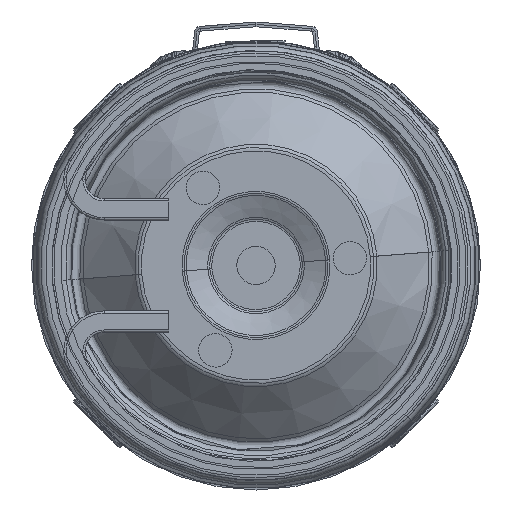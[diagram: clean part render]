
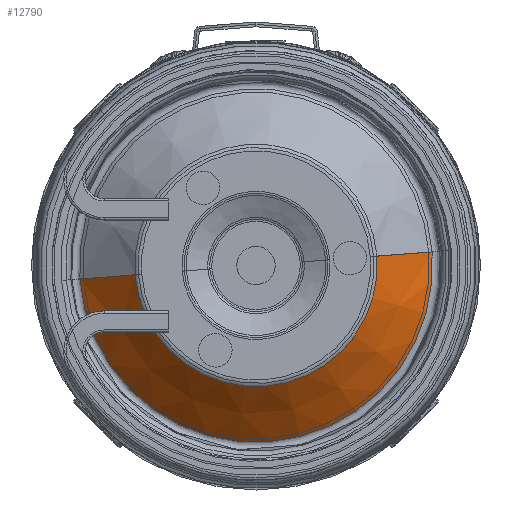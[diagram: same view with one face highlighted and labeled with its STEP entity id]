
A CAD part, front view. The second image highlights one B-rep face of the part: STEP entity #12790.
In plain terms, the highlighted conical face has half-angle 46.546 degrees and reference radius 25.375 mm.
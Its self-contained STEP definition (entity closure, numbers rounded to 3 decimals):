
#243 = DIRECTION ( 'NONE',  ( 0., 1., 0. ) ) ;
#529 = VERTEX_POINT ( 'NONE', #26482 ) ;
#865 = DIRECTION ( 'NONE',  ( 0., 0., 1. ) ) ;
#5240 = CIRCLE ( 'NONE', #25292, 36.962 ) ;
#5443 = CIRCLE ( 'NONE', #24805, 25.376 ) ;
#7469 = AXIS2_PLACEMENT_3D ( 'NONE', #20986, #30792, #24732 ) ;
#8053 = EDGE_LOOP ( 'NONE', ( #27071, #14508, #40232, #28702 ) ) ;
#9712 = VERTEX_POINT ( 'NONE', #14109 ) ;
#11398 = DIRECTION ( 'NONE',  ( 0., 1., 0. ) ) ;
#12790 = ADVANCED_FACE ( 'NONE', ( #14688 ), #40852, .T. ) ;
#13778 = DIRECTION ( 'NONE',  ( 0., 0.688, -0.726 ) ) ;
#14109 = CARTESIAN_POINT ( 'NONE',  ( 0., 0.548, 25.376 ) ) ;
#14508 = ORIENTED_EDGE ( 'NONE', *, *, #33718, .T. ) ;
#14688 = FACE_OUTER_BOUND ( 'NONE', #8053, .T. ) ;
#15626 = EDGE_CURVE ( 'NONE', #21724, #529, #5240, .T. ) ;
#16236 = VERTEX_POINT ( 'NONE', #34862 ) ;
#18787 = EDGE_CURVE ( 'NONE', #16236, #21724, #35095, .T. ) ;
#19069 = EDGE_CURVE ( 'NONE', #9712, #529, #26061, .T. ) ;
#20986 = CARTESIAN_POINT ( 'NONE',  ( 0., 0.548, 0. ) ) ;
#21724 = VERTEX_POINT ( 'NONE', #35372 ) ;
#22357 = CARTESIAN_POINT ( 'NONE',  ( 0., 0.548, -25.376 ) ) ;
#24732 = DIRECTION ( 'NONE',  ( 0., 0., 1. ) ) ;
#24805 = AXIS2_PLACEMENT_3D ( 'NONE', #40050, #11398, #40673 ) ;
#25292 = AXIS2_PLACEMENT_3D ( 'NONE', #29133, #243, #865 ) ;
#26061 = LINE ( 'NONE', #29000, #39495 ) ;
#26279 = DIRECTION ( 'NONE',  ( 0., 0.688, 0.726 ) ) ;
#26482 = CARTESIAN_POINT ( 'NONE',  ( 0., 11.526, 36.962 ) ) ;
#27071 = ORIENTED_EDGE ( 'NONE', *, *, #18787, .F. ) ;
#28702 = ORIENTED_EDGE ( 'NONE', *, *, #15626, .F. ) ;
#29000 = CARTESIAN_POINT ( 'NONE',  ( 0., 0.548, 25.376 ) ) ;
#29133 = CARTESIAN_POINT ( 'NONE',  ( 0., 11.526, 0. ) ) ;
#30792 = DIRECTION ( 'NONE',  ( 0., 1., 0. ) ) ;
#33718 = EDGE_CURVE ( 'NONE', #16236, #9712, #5443, .T. ) ;
#34793 = VECTOR ( 'NONE', #13778, 1000. ) ;
#34862 = CARTESIAN_POINT ( 'NONE',  ( 0., 0.548, -25.376 ) ) ;
#35095 = LINE ( 'NONE', #22357, #34793 ) ;
#35372 = CARTESIAN_POINT ( 'NONE',  ( 0., 11.526, -36.962 ) ) ;
#39495 = VECTOR ( 'NONE', #26279, 1000. ) ;
#40050 = CARTESIAN_POINT ( 'NONE',  ( 0., 0.548, 0. ) ) ;
#40232 = ORIENTED_EDGE ( 'NONE', *, *, #19069, .T. ) ;
#40673 = DIRECTION ( 'NONE',  ( 0., 0., 1. ) ) ;
#40852 = CONICAL_SURFACE ( 'NONE', #7469, 25.376, 0.812 ) ;
